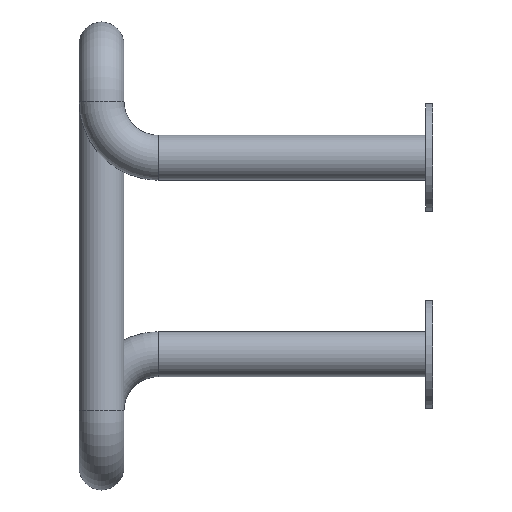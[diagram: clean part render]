
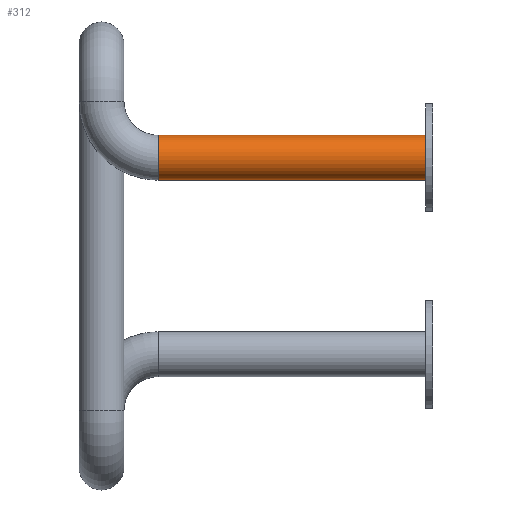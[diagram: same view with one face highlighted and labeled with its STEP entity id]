
A CAD part, left-side view. The second image highlights one B-rep face of the part: STEP entity #312.
In plain terms, the highlighted cylindrical face has radius 30.15 mm (diameter 60.3 mm), a full revolution.
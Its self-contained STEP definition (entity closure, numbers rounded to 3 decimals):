
#86 = CARTESIAN_POINT ( 'NONE',  ( -72.66, 5., 154.19 ) ) ;
#93 = FACE_OUTER_BOUND ( 'NONE', #281, .T. ) ;
#123 = CIRCLE ( 'NONE', #744, 30.15 ) ;
#207 = VERTEX_POINT ( 'NONE', #86 ) ;
#233 = ORIENTED_EDGE ( 'NONE', *, *, #838, .F. ) ;
#253 = CYLINDRICAL_SURFACE ( 'NONE', #267, 30.15 ) ;
#257 = CARTESIAN_POINT ( 'NONE',  ( -72.66, 369., 154.19 ) ) ;
#267 = AXIS2_PLACEMENT_3D ( 'NONE', #385, #521, #526 ) ;
#281 = EDGE_LOOP ( 'NONE', ( #290 ) ) ;
#290 = ORIENTED_EDGE ( 'NONE', *, *, #794, .T. ) ;
#312 = ADVANCED_FACE ( 'NONE', ( #449, #93 ), #253, .T. ) ;
#342 = VERTEX_POINT ( 'NONE', #257 ) ;
#385 = CARTESIAN_POINT ( 'NONE',  ( -76., 5., 184.155 ) ) ;
#449 = FACE_OUTER_BOUND ( 'NONE', #450, .T. ) ;
#450 = EDGE_LOOP ( 'NONE', ( #233 ) ) ;
#456 = DIRECTION ( 'NONE',  ( 0.111, 0., -0.994 ) ) ;
#460 = CARTESIAN_POINT ( 'NONE',  ( -76., 5., 184.155 ) ) ;
#520 = DIRECTION ( 'NONE',  ( 0., -1., 0. ) ) ;
#521 = DIRECTION ( 'NONE',  ( 0., 1., 0. ) ) ;
#526 = DIRECTION ( 'NONE',  ( -0.111, 0., 0.994 ) ) ;
#671 = DIRECTION ( 'NONE',  ( 0.111, 0., -0.994 ) ) ;
#733 = CARTESIAN_POINT ( 'NONE',  ( -76., 369., 184.155 ) ) ;
#744 = AXIS2_PLACEMENT_3D ( 'NONE', #460, #520, #671 ) ;
#794 = EDGE_CURVE ( 'NONE', #342, #342, #806, .T. ) ;
#795 = DIRECTION ( 'NONE',  ( 0., -1., 0. ) ) ;
#806 = CIRCLE ( 'NONE', #862, 30.15 ) ;
#838 = EDGE_CURVE ( 'NONE', #207, #207, #123, .T. ) ;
#862 = AXIS2_PLACEMENT_3D ( 'NONE', #733, #795, #456 ) ;
